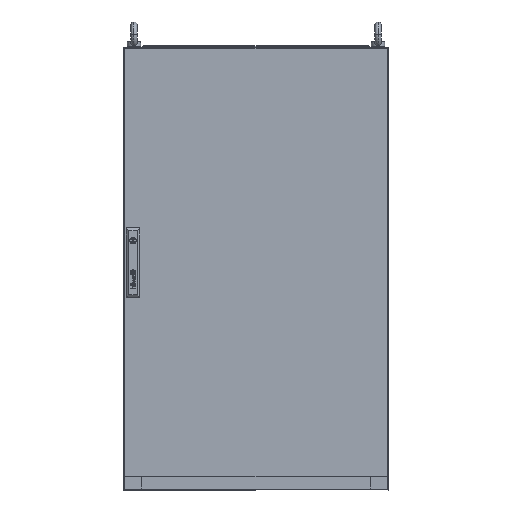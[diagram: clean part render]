
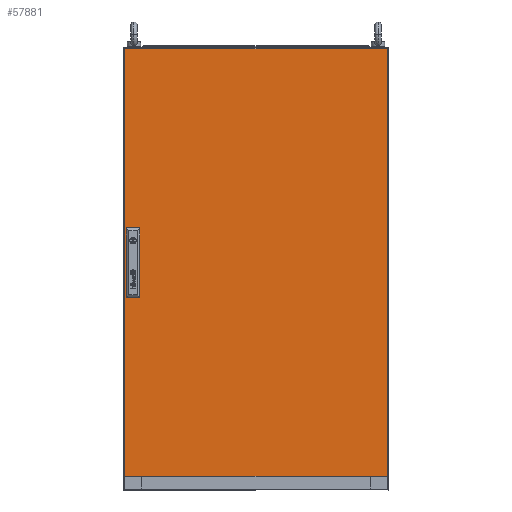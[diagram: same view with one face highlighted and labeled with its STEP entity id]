
A CAD part, top view. The second image highlights one B-rep face of the part: STEP entity #57881.
In plain terms, the highlighted planar face has unit normal (0, 0, 1).
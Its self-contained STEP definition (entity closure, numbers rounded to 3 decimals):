
#6688 = CARTESIAN_POINT ( 'NONE',  ( -290.7, 38.5, 0. ) ) ;
#6970 = DIRECTION ( 'NONE',  ( -1., 0., 0. ) ) ;
#7279 = VERTEX_POINT ( 'NONE', #102230 ) ;
#11981 = DIRECTION ( 'NONE',  ( 0., 1., 0. ) ) ;
#12317 = VECTOR ( 'NONE', #6970, 1000. ) ;
#13576 = ORIENTED_EDGE ( 'NONE', *, *, #128546, .T. ) ;
#13885 = FACE_OUTER_BOUND ( 'NONE', #86117, .T. ) ;
#17787 = ORIENTED_EDGE ( 'NONE', *, *, #79454, .F. ) ;
#17959 = ORIENTED_EDGE ( 'NONE', *, *, #94395, .F. ) ;
#18726 = EDGE_CURVE ( 'NONE', #63698, #107914, #26548, .T. ) ;
#19965 = LINE ( 'NONE', #121183, #60770 ) ;
#20862 = ORIENTED_EDGE ( 'NONE', *, *, #38713, .T. ) ;
#21242 = EDGE_CURVE ( 'NONE', #93858, #63698, #77672, .T. ) ;
#21262 = LINE ( 'NONE', #73225, #60493 ) ;
#22571 = DIRECTION ( 'NONE',  ( 1., 0., 0. ) ) ;
#23200 = CARTESIAN_POINT ( 'NONE',  ( -265.7, 38.5, 0. ) ) ;
#23670 = LINE ( 'NONE', #124899, #34823 ) ;
#23813 = FACE_BOUND ( 'NONE', #121642, .T. ) ;
#24266 = CARTESIAN_POINT ( 'NONE',  ( -297., 497., 0. ) ) ;
#25197 = LINE ( 'NONE', #35190, #105349 ) ;
#26548 = LINE ( 'NONE', #6688, #82615 ) ;
#26617 = CARTESIAN_POINT ( 'NONE',  ( -290.7, -11.5, 0. ) ) ;
#26962 = EDGE_CURVE ( 'NONE', #40097, #115633, #25197, .T. ) ;
#31898 = CARTESIAN_POINT ( 'NONE',  ( -290.7, 38.5, 0. ) ) ;
#32074 = CARTESIAN_POINT ( 'NONE',  ( 297., 497., 0. ) ) ;
#33018 = EDGE_CURVE ( 'NONE', #115533, #93858, #53204, .T. ) ;
#33658 = DIRECTION ( 'NONE',  ( 0., 1., 0. ) ) ;
#34823 = VECTOR ( 'NONE', #33658, 1000. ) ;
#35018 = AXIS2_PLACEMENT_3D ( 'NONE', #45790, #105720, #55133 ) ;
#35190 = CARTESIAN_POINT ( 'NONE',  ( -297., -470., 0. ) ) ;
#36222 = LINE ( 'NONE', #24266, #43285 ) ;
#38296 = VERTEX_POINT ( 'NONE', #26617 ) ;
#38713 = EDGE_CURVE ( 'NONE', #7279, #40097, #36222, .T. ) ;
#40097 = VERTEX_POINT ( 'NONE', #127329 ) ;
#43285 = VECTOR ( 'NONE', #124840, 1000. ) ;
#44267 = ORIENTED_EDGE ( 'NONE', *, *, #26962, .T. ) ;
#44391 = LINE ( 'NONE', #85007, #54302 ) ;
#44475 = PLANE ( 'NONE',  #35018 ) ;
#45790 = CARTESIAN_POINT ( 'NONE',  ( 0., 0., 0. ) ) ;
#47660 = CARTESIAN_POINT ( 'NONE',  ( -265.7, 88.5, 0. ) ) ;
#53160 = VERTEX_POINT ( 'NONE', #81112 ) ;
#53204 = LINE ( 'NONE', #23200, #60414 ) ;
#53888 = DIRECTION ( 'NONE',  ( 1., 0., 0. ) ) ;
#54241 = CARTESIAN_POINT ( 'NONE',  ( -297., 497., 0. ) ) ;
#54302 = VECTOR ( 'NONE', #106959, 1000. ) ;
#55133 = DIRECTION ( 'NONE',  ( 1., 0., 0. ) ) ;
#55907 = DIRECTION ( 'NONE',  ( 0., -1., 0. ) ) ;
#57881 = ADVANCED_FACE ( 'NONE', ( #23813, #105058, #13885 ), #44475, .T. ) ;
#58946 = CARTESIAN_POINT ( 'NONE',  ( 297., -470., 0. ) ) ;
#60414 = VECTOR ( 'NONE', #11981, 1000. ) ;
#60493 = VECTOR ( 'NONE', #22571, 1000. ) ;
#60770 = VECTOR ( 'NONE', #90525, 1000. ) ;
#63698 = VERTEX_POINT ( 'NONE', #115525 ) ;
#65139 = ORIENTED_EDGE ( 'NONE', *, *, #107511, .F. ) ;
#66100 = CARTESIAN_POINT ( 'NONE',  ( 297., 497., 0. ) ) ;
#68180 = ORIENTED_EDGE ( 'NONE', *, *, #18726, .F. ) ;
#71970 = ORIENTED_EDGE ( 'NONE', *, *, #93620, .F. ) ;
#73225 = CARTESIAN_POINT ( 'NONE',  ( -265.7, 38.5, 0. ) ) ;
#75159 = CARTESIAN_POINT ( 'NONE',  ( -290.7, -61.5, 0. ) ) ;
#77672 = LINE ( 'NONE', #47660, #103950 ) ;
#77987 = ORIENTED_EDGE ( 'NONE', *, *, #33018, .F. ) ;
#79450 = LINE ( 'NONE', #98725, #12317 ) ;
#79454 = EDGE_CURVE ( 'NONE', #38296, #97005, #44391, .T. ) ;
#81112 = CARTESIAN_POINT ( 'NONE',  ( -265.7, -11.5, 0. ) ) ;
#82615 = VECTOR ( 'NONE', #55907, 1000. ) ;
#85007 = CARTESIAN_POINT ( 'NONE',  ( -290.7, -61.5, 0. ) ) ;
#85690 = VECTOR ( 'NONE', #94821, 1000. ) ;
#86117 = EDGE_LOOP ( 'NONE', ( #20862, #44267, #129740, #13576 ) ) ;
#88117 = EDGE_CURVE ( 'NONE', #121954, #53160, #23670, .T. ) ;
#90525 = DIRECTION ( 'NONE',  ( 1., 0., 0. ) ) ;
#91333 = ORIENTED_EDGE ( 'NONE', *, *, #21242, .F. ) ;
#92320 = CARTESIAN_POINT ( 'NONE',  ( -265.7, 88.5, 0. ) ) ;
#93620 = EDGE_CURVE ( 'NONE', #107914, #115533, #21262, .T. ) ;
#93858 = VERTEX_POINT ( 'NONE', #92320 ) ;
#94395 = EDGE_CURVE ( 'NONE', #97005, #121954, #19965, .T. ) ;
#94821 = DIRECTION ( 'NONE',  ( -1., 0., 0. ) ) ;
#95452 = EDGE_CURVE ( 'NONE', #115633, #108585, #105376, .T. ) ;
#95495 = LINE ( 'NONE', #54241, #85690 ) ;
#97005 = VERTEX_POINT ( 'NONE', #75159 ) ;
#98725 = CARTESIAN_POINT ( 'NONE',  ( -265.7, -11.5, 0. ) ) ;
#101571 = EDGE_LOOP ( 'NONE', ( #17787, #65139, #115075, #17959 ) ) ;
#102230 = CARTESIAN_POINT ( 'NONE',  ( -297., 497., 0. ) ) ;
#103950 = VECTOR ( 'NONE', #128209, 1000. ) ;
#104926 = CARTESIAN_POINT ( 'NONE',  ( -265.7, 38.5, 0. ) ) ;
#105058 = FACE_BOUND ( 'NONE', #101571, .T. ) ;
#105349 = VECTOR ( 'NONE', #53888, 1000. ) ;
#105376 = LINE ( 'NONE', #66100, #118601 ) ;
#105720 = DIRECTION ( 'NONE',  ( 0., 0., 1. ) ) ;
#106701 = DIRECTION ( 'NONE',  ( 0., 1., 0. ) ) ;
#106959 = DIRECTION ( 'NONE',  ( 0., -1., 0. ) ) ;
#107511 = EDGE_CURVE ( 'NONE', #53160, #38296, #79450, .T. ) ;
#107914 = VERTEX_POINT ( 'NONE', #31898 ) ;
#108585 = VERTEX_POINT ( 'NONE', #32074 ) ;
#115075 = ORIENTED_EDGE ( 'NONE', *, *, #88117, .F. ) ;
#115525 = CARTESIAN_POINT ( 'NONE',  ( -290.7, 88.5, 0. ) ) ;
#115533 = VERTEX_POINT ( 'NONE', #104926 ) ;
#115633 = VERTEX_POINT ( 'NONE', #58946 ) ;
#118601 = VECTOR ( 'NONE', #106701, 1000. ) ;
#121183 = CARTESIAN_POINT ( 'NONE',  ( -265.7, -61.5, 0. ) ) ;
#121642 = EDGE_LOOP ( 'NONE', ( #68180, #91333, #77987, #71970 ) ) ;
#121954 = VERTEX_POINT ( 'NONE', #131501 ) ;
#124840 = DIRECTION ( 'NONE',  ( 0., -1., 0. ) ) ;
#124899 = CARTESIAN_POINT ( 'NONE',  ( -265.7, -61.5, 0. ) ) ;
#127329 = CARTESIAN_POINT ( 'NONE',  ( -297., -470., 0. ) ) ;
#128209 = DIRECTION ( 'NONE',  ( -1., 0., 0. ) ) ;
#128546 = EDGE_CURVE ( 'NONE', #108585, #7279, #95495, .T. ) ;
#129740 = ORIENTED_EDGE ( 'NONE', *, *, #95452, .T. ) ;
#131501 = CARTESIAN_POINT ( 'NONE',  ( -265.7, -61.5, 0. ) ) ;
